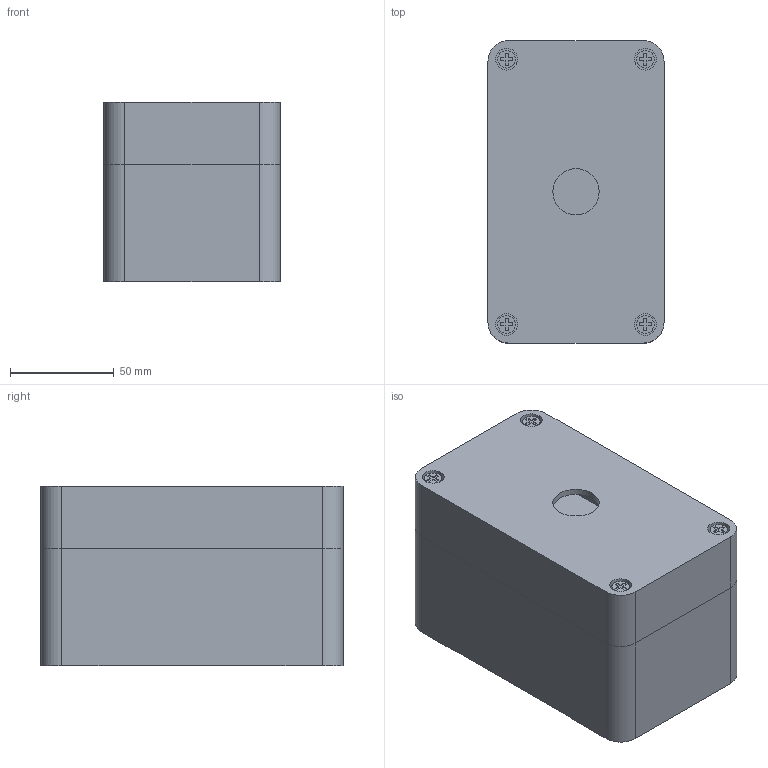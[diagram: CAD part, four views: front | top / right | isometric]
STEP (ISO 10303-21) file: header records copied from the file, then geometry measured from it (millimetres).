
FILE_DESCRIPTION((''),'2;1');
FILE_NAME('XAPA1110-3D_ASM','2021-02-03T15:24:20',('SESA231899'),('Schneider-Electric'),'CREO PARAMETRIC BY PTC INC, 2019164','CREO PARAMETRIC BY PTC INC, 2019164','');
FILE_SCHEMA(('AP242_MANAGED_MODEL_BASED_3D_ENGINEERING_MIM_LF { 1 0 10303 442 1 1 4 }'));
Products named in the file (3): XAPA1110-3D_PRT3249; XAPA1110-3D_PRT3250; XAPA1110-3D_ASM
Assembly tree (2 placements, depth 2):
  XAPA1110-3D_ASM
    XAPA1110-3D_PRT3249
    XAPA1110-3D_PRT3250
Bounding box: 85 x 146 x 86.7 mm (x, y, z)
Volume: 821947.2 mm3; surface area: 104052.6 mm2
Topology: 2 solids, 2 shells, 125 faces, 335 edges, 238 vertices
Faces by surface type: plane 83, cylinder 42
Entity records: 59344 total; most frequent: CARTESIAN_POINT 54221, POLYLINE 924, DIRECTION 805, ORIENTED_EDGE 648, EDGE_CURVE 324, AXIS2_PLACEMENT_3D 277, VECTOR 251, LINE 251
